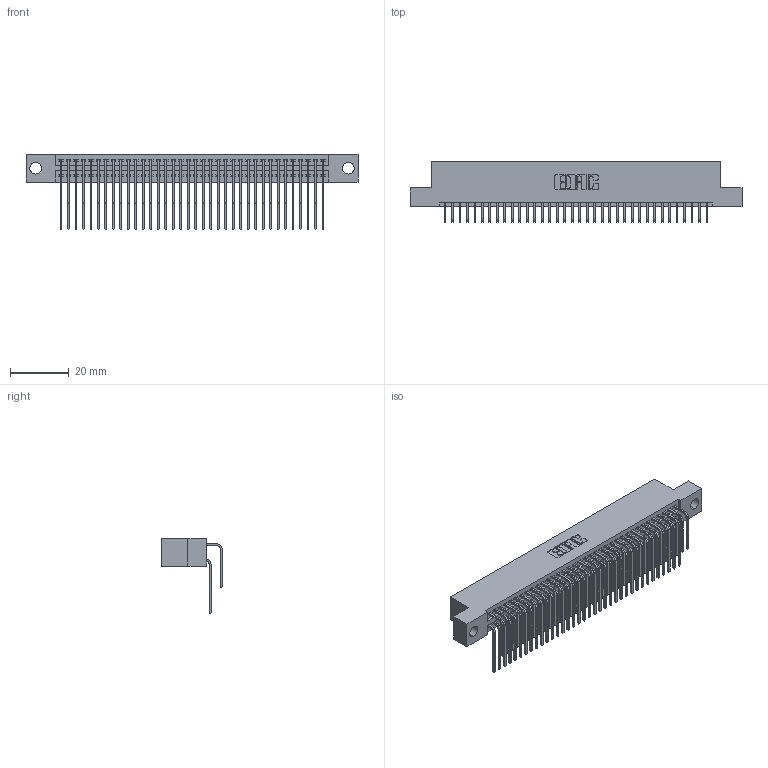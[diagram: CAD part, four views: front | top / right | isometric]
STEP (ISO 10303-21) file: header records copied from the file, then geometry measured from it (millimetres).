
FILE_DESCRIPTION (( 'STEP AP203' ), '1' );
FILE_NAME ('345-072-559-204.STEP', '2021-05-20T09:09:24', ( '' ), ( '' ), 'SwSTEP 2.0', 'SolidWorks 2020', '' );
FILE_SCHEMA (( 'CONFIG_CONTROL_DESIGN' ));
Length unit declared in the file: inch
Products named in the file (4): 345-292-001_559 Tail - 2; 345-292-001_558 559 Tail - 1; 345 Part_Flush Mounting Lugs - 0.156 Dia-TI; 345-072-559-204
Assembly tree (73 placements, depth 2):
  345-072-559-204
    345 Part_Flush Mounting Lugs - 0.156 Dia-TI
    345-292-001_558 559 Tail - 1  x36
    345-292-001_559 Tail - 2  x36
Bounding box: 112.65 x 20.56 x 25.53 mm (x, y, z)
Volume: 11196.5 mm3; surface area: 18238.9 mm2
Topology: 73 solids, 73 shells, 3884 faces, 11537 edges, 7594 vertices
Faces by surface type: plane 2614, cylinder 1270
Entity records: 31125 total; most frequent: CARTESIAN_POINT 5273, ORIENTED_EDGE 5154, DIRECTION 4629, EDGE_CURVE 2577, LINE 2261, VECTOR 2261, VERTEX_POINT 1714, AXIS2_PLACEMENT_3D 1184
